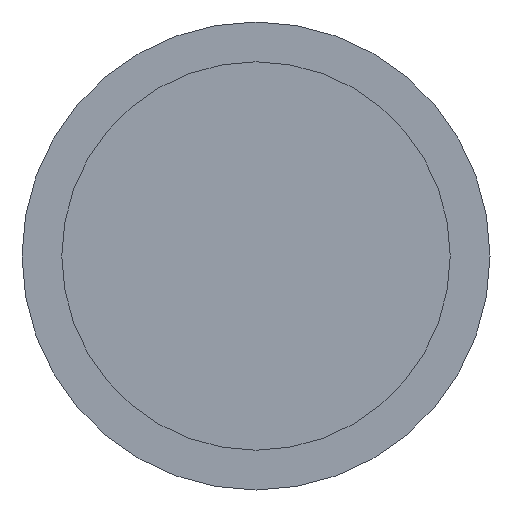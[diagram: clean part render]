
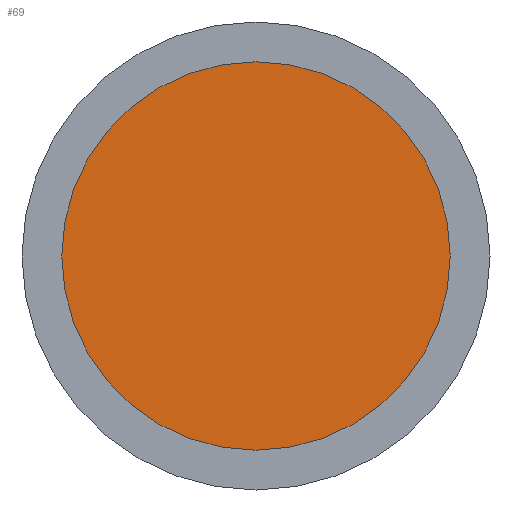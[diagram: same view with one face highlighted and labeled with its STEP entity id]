
A CAD part, front view. The second image highlights one B-rep face of the part: STEP entity #69.
In plain terms, the highlighted planar face has unit normal (0, -1, 0).
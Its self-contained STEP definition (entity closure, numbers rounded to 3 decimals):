
#69 = ADVANCED_FACE( '', ( #155 ), #156, .F. );
#155 = FACE_OUTER_BOUND( '', #290, .T. );
#156 = PLANE( '', #291 );
#290 = EDGE_LOOP( '', ( #406 ) );
#291 = AXIS2_PLACEMENT_3D( '', #407, #408, #409 );
#406 = ORIENTED_EDGE( '', *, *, #568, .T. );
#407 = CARTESIAN_POINT( '', ( 20.75, -3., 0. ) );
#408 = DIRECTION( '', ( 0., 1., 0. ) );
#409 = DIRECTION( '', ( 0., 0., 1. ) );
#568 = EDGE_CURVE( '', #653, #653, #654, .T. );
#653 = VERTEX_POINT( '', #760 );
#654 = CIRCLE( '', #761, 20.75 );
#760 = CARTESIAN_POINT( '', ( 0., -3., -20.75 ) );
#761 = AXIS2_PLACEMENT_3D( '', #877, #878, #879 );
#877 = CARTESIAN_POINT( '', ( 0., -3., 0. ) );
#878 = DIRECTION( '', ( 0., -1., 0. ) );
#879 = DIRECTION( '', ( 0., 0., -1. ) );
